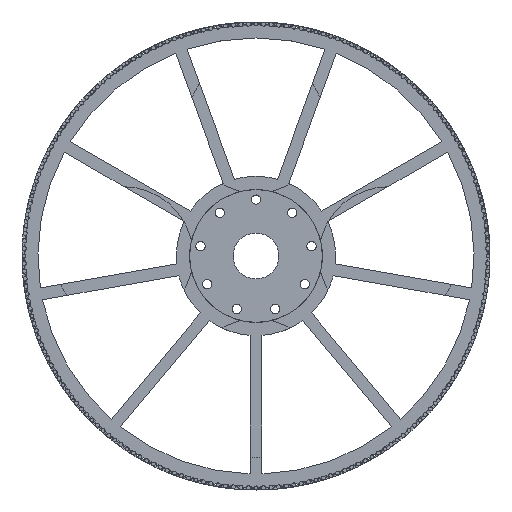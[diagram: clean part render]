
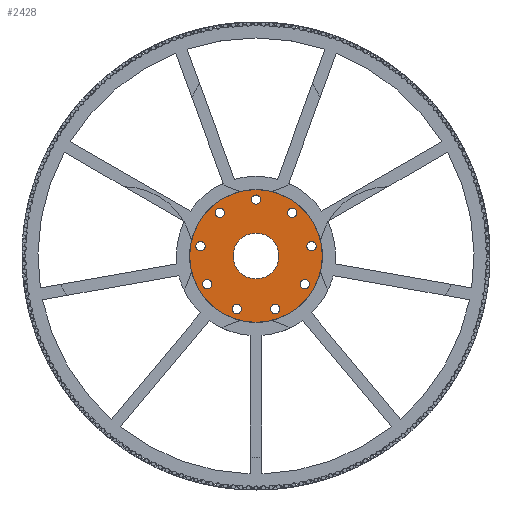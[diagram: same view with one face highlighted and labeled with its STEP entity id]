
A CAD part, top view. The second image highlights one B-rep face of the part: STEP entity #2428.
In plain terms, the highlighted planar face has unit normal (0, 0, 1).
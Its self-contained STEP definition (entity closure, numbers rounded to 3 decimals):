
#33=FACE_BOUND('',#5710,.F.);
#34=FACE_BOUND('',#5711,.F.);
#35=FACE_BOUND('',#5712,.F.);
#36=FACE_BOUND('',#5713,.F.);
#37=FACE_BOUND('',#5714,.F.);
#38=FACE_BOUND('',#5715,.F.);
#39=FACE_BOUND('',#5716,.F.);
#40=FACE_BOUND('',#5717,.F.);
#41=FACE_BOUND('',#5718,.F.);
#42=FACE_BOUND('',#5719,.F.);
#834=PLANE('',#31501);
#2428=ADVANCED_FACE('',(#33,#34,#35,#36,#37,#38,#39,#40,#41,#42,#4062),#834,
.T.);
#4062=FACE_OUTER_BOUND('',#5720,.F.);
#5710=EDGE_LOOP('',(#13785,#13786));
#5711=EDGE_LOOP('',(#13787,#13788));
#5712=EDGE_LOOP('',(#13789,#13790));
#5713=EDGE_LOOP('',(#13791,#13792));
#5714=EDGE_LOOP('',(#13793,#13794));
#5715=EDGE_LOOP('',(#13795,#13796));
#5716=EDGE_LOOP('',(#13797,#13798));
#5717=EDGE_LOOP('',(#13799,#13800));
#5718=EDGE_LOOP('',(#13801,#13802));
#5719=EDGE_LOOP('',(#13803,#13804));
#5720=EDGE_LOOP('',(#13805,#13806));
#13785=ORIENTED_EDGE('',*,*,#16880,.T.);
#13786=ORIENTED_EDGE('',*,*,#16879,.T.);
#13787=ORIENTED_EDGE('',*,*,#16888,.T.);
#13788=ORIENTED_EDGE('',*,*,#16887,.T.);
#13789=ORIENTED_EDGE('',*,*,#16896,.T.);
#13790=ORIENTED_EDGE('',*,*,#16895,.T.);
#13791=ORIENTED_EDGE('',*,*,#16904,.T.);
#13792=ORIENTED_EDGE('',*,*,#16903,.T.);
#13793=ORIENTED_EDGE('',*,*,#16912,.T.);
#13794=ORIENTED_EDGE('',*,*,#16911,.T.);
#13795=ORIENTED_EDGE('',*,*,#16908,.T.);
#13796=ORIENTED_EDGE('',*,*,#16907,.T.);
#13797=ORIENTED_EDGE('',*,*,#16900,.T.);
#13798=ORIENTED_EDGE('',*,*,#16899,.T.);
#13799=ORIENTED_EDGE('',*,*,#16892,.T.);
#13800=ORIENTED_EDGE('',*,*,#16891,.T.);
#13801=ORIENTED_EDGE('',*,*,#16884,.T.);
#13802=ORIENTED_EDGE('',*,*,#16883,.T.);
#13803=ORIENTED_EDGE('',*,*,#16876,.T.);
#13804=ORIENTED_EDGE('',*,*,#16875,.T.);
#13805=ORIENTED_EDGE('',*,*,#20840,.F.);
#13806=ORIENTED_EDGE('',*,*,#20839,.F.);
#16875=EDGE_CURVE('',#26526,#26525,#20967,.T.);
#16876=EDGE_CURVE('',#26525,#26526,#20968,.T.);
#16879=EDGE_CURVE('',#26522,#26521,#20971,.T.);
#16880=EDGE_CURVE('',#26521,#26522,#20972,.T.);
#16883=EDGE_CURVE('',#26518,#26517,#20975,.T.);
#16884=EDGE_CURVE('',#26517,#26518,#20976,.T.);
#16887=EDGE_CURVE('',#26514,#26513,#20979,.T.);
#16888=EDGE_CURVE('',#26513,#26514,#20980,.T.);
#16891=EDGE_CURVE('',#26510,#26509,#20983,.T.);
#16892=EDGE_CURVE('',#26509,#26510,#20984,.T.);
#16895=EDGE_CURVE('',#26506,#26505,#20987,.T.);
#16896=EDGE_CURVE('',#26505,#26506,#20988,.T.);
#16899=EDGE_CURVE('',#26502,#26501,#20991,.T.);
#16900=EDGE_CURVE('',#26501,#26502,#20992,.T.);
#16903=EDGE_CURVE('',#26498,#26497,#20995,.T.);
#16904=EDGE_CURVE('',#26497,#26498,#20996,.T.);
#16907=EDGE_CURVE('',#26494,#26493,#20999,.T.);
#16908=EDGE_CURVE('',#26493,#26494,#21000,.T.);
#16911=EDGE_CURVE('',#26490,#26489,#21003,.T.);
#16912=EDGE_CURVE('',#26489,#26490,#21004,.T.);
#20839=EDGE_CURVE('',#24144,#24143,#24141,.T.);
#20840=EDGE_CURVE('',#24143,#24144,#24142,.T.);
#20967=CIRCLE('',#26750,3.5);
#20968=CIRCLE('',#26751,3.5);
#20971=CIRCLE('',#26754,3.5);
#20972=CIRCLE('',#26755,3.5);
#20975=CIRCLE('',#26758,3.5);
#20976=CIRCLE('',#26759,3.5);
#20979=CIRCLE('',#26762,3.5);
#20980=CIRCLE('',#26763,3.5);
#20983=CIRCLE('',#26766,3.5);
#20984=CIRCLE('',#26767,3.5);
#20987=CIRCLE('',#26770,3.5);
#20988=CIRCLE('',#26771,3.5);
#20991=CIRCLE('',#26774,3.5);
#20992=CIRCLE('',#26775,3.5);
#20995=CIRCLE('',#26778,3.5);
#20996=CIRCLE('',#26779,3.5);
#20999=CIRCLE('',#26782,3.5);
#21000=CIRCLE('',#26783,3.5);
#21003=CIRCLE('',#26786,17.3);
#21004=CIRCLE('',#26787,17.3);
#24141=CIRCLE('',#29924,50.);
#24142=CIRCLE('',#29925,50.);
#24143=VERTEX_POINT('',#42236);
#24144=VERTEX_POINT('',#42237);
#26489=VERTEX_POINT('',#44582);
#26490=VERTEX_POINT('',#44583);
#26493=VERTEX_POINT('',#44586);
#26494=VERTEX_POINT('',#44587);
#26497=VERTEX_POINT('',#44590);
#26498=VERTEX_POINT('',#44591);
#26501=VERTEX_POINT('',#44594);
#26502=VERTEX_POINT('',#44595);
#26505=VERTEX_POINT('',#44598);
#26506=VERTEX_POINT('',#44599);
#26509=VERTEX_POINT('',#44602);
#26510=VERTEX_POINT('',#44603);
#26513=VERTEX_POINT('',#44606);
#26514=VERTEX_POINT('',#44607);
#26517=VERTEX_POINT('',#44610);
#26518=VERTEX_POINT('',#44611);
#26521=VERTEX_POINT('',#44614);
#26522=VERTEX_POINT('',#44615);
#26525=VERTEX_POINT('',#44618);
#26526=VERTEX_POINT('',#44619);
#26750=AXIS2_PLACEMENT_3D('',#44878,#31766,#31767);
#26751=AXIS2_PLACEMENT_3D('',#44879,#31768,#31769);
#26754=AXIS2_PLACEMENT_3D('',#44882,#31774,#31775);
#26755=AXIS2_PLACEMENT_3D('',#44883,#31776,#31777);
#26758=AXIS2_PLACEMENT_3D('',#44886,#31782,#31783);
#26759=AXIS2_PLACEMENT_3D('',#44887,#31784,#31785);
#26762=AXIS2_PLACEMENT_3D('',#44890,#31790,#31791);
#26763=AXIS2_PLACEMENT_3D('',#44891,#31792,#31793);
#26766=AXIS2_PLACEMENT_3D('',#44894,#31798,#31799);
#26767=AXIS2_PLACEMENT_3D('',#44895,#31800,#31801);
#26770=AXIS2_PLACEMENT_3D('',#44898,#31806,#31807);
#26771=AXIS2_PLACEMENT_3D('',#44899,#31808,#31809);
#26774=AXIS2_PLACEMENT_3D('',#44902,#31814,#31815);
#26775=AXIS2_PLACEMENT_3D('',#44903,#31816,#31817);
#26778=AXIS2_PLACEMENT_3D('',#44906,#31822,#31823);
#26779=AXIS2_PLACEMENT_3D('',#44907,#31824,#31825);
#26782=AXIS2_PLACEMENT_3D('',#44910,#31830,#31831);
#26783=AXIS2_PLACEMENT_3D('',#44911,#31832,#31833);
#26786=AXIS2_PLACEMENT_3D('',#44914,#31838,#31839);
#26787=AXIS2_PLACEMENT_3D('',#44915,#31840,#31841);
#29924=AXIS2_PLACEMENT_3D('',#48894,#38900,#38901);
#29925=AXIS2_PLACEMENT_3D('',#48895,#38902,#38903);
#31501=AXIS2_PLACEMENT_3D('',#50529,#42112,#42113);
#31766=DIRECTION('',(0.,0.,1.));
#31767=DIRECTION('',(-0.985,-0.174,0.));
#31768=DIRECTION('',(0.,0.,1.));
#31769=DIRECTION('',(0.985,0.174,0.));
#31774=DIRECTION('',(0.,0.,1.));
#31775=DIRECTION('',(-0.866,0.5,0.));
#31776=DIRECTION('',(0.,0.,1.));
#31777=DIRECTION('',(0.866,-0.5,0.));
#31782=DIRECTION('',(0.,0.,1.));
#31783=DIRECTION('',(-0.342,0.94,0.));
#31784=DIRECTION('',(0.,0.,1.));
#31785=DIRECTION('',(0.342,-0.94,0.));
#31790=DIRECTION('',(0.,0.,1.));
#31791=DIRECTION('',(0.342,0.94,0.));
#31792=DIRECTION('',(0.,0.,1.));
#31793=DIRECTION('',(-0.342,-0.94,0.));
#31798=DIRECTION('',(0.,0.,1.));
#31799=DIRECTION('',(0.866,0.5,0.));
#31800=DIRECTION('',(0.,0.,1.));
#31801=DIRECTION('',(-0.866,-0.5,0.));
#31806=DIRECTION('',(0.,0.,1.));
#31807=DIRECTION('',(0.985,-0.174,0.));
#31808=DIRECTION('',(0.,0.,1.));
#31809=DIRECTION('',(-0.985,0.174,0.));
#31814=DIRECTION('',(0.,0.,1.));
#31815=DIRECTION('',(0.643,-0.766,0.));
#31816=DIRECTION('',(0.,0.,1.));
#31817=DIRECTION('',(-0.643,0.766,0.));
#31822=DIRECTION('',(0.,0.,1.));
#31823=DIRECTION('',(0.,-1.,0.));
#31824=DIRECTION('',(0.,0.,1.));
#31825=DIRECTION('',(0.,1.,0.));
#31830=DIRECTION('',(0.,0.,1.));
#31831=DIRECTION('',(-0.643,-0.766,0.));
#31832=DIRECTION('',(0.,0.,1.));
#31833=DIRECTION('',(0.643,0.766,0.));
#31838=DIRECTION('',(0.,0.,1.));
#31839=DIRECTION('',(0.,-1.,0.));
#31840=DIRECTION('',(0.,0.,1.));
#31841=DIRECTION('',(0.,1.,0.));
#38900=DIRECTION('',(0.,0.,1.));
#38901=DIRECTION('',(0.,1.,0.));
#38902=DIRECTION('',(0.,0.,1.));
#38903=DIRECTION('',(0.,-1.,0.));
#42112=DIRECTION('',(0.,0.,1.));
#42113=DIRECTION('',(0.,-1.,0.));
#42236=CARTESIAN_POINT('',(0.,-50.,7.5));
#42237=CARTESIAN_POINT('',(0.,50.,7.5));
#44582=CARTESIAN_POINT('',(0.,17.3,7.5));
#44583=CARTESIAN_POINT('',(0.,-17.3,7.5));
#44586=CARTESIAN_POINT('',(29.568,35.238,7.5));
#44587=CARTESIAN_POINT('',(25.069,29.876,7.5));
#44590=CARTESIAN_POINT('',(0.,46.,7.5));
#44591=CARTESIAN_POINT('',(0.,39.,7.5));
#44594=CARTESIAN_POINT('',(-29.568,35.238,
7.5));
#44595=CARTESIAN_POINT('',(-25.069,29.876,7.5));
#44598=CARTESIAN_POINT('',(-45.301,7.988,
7.5));
#44599=CARTESIAN_POINT('',(-38.408,6.772,
7.5));
#44602=CARTESIAN_POINT('',(-39.837,-23.,
7.5));
#44603=CARTESIAN_POINT('',(-33.775,-19.5,
7.5));
#44606=CARTESIAN_POINT('',(-15.733,-43.226,
7.5));
#44607=CARTESIAN_POINT('',(-13.339,-36.648,
7.5));
#44610=CARTESIAN_POINT('',(15.733,-43.226,
7.5));
#44611=CARTESIAN_POINT('',(13.339,-36.648,7.5));
#44614=CARTESIAN_POINT('',(39.837,-23.,7.5));
#44615=CARTESIAN_POINT('',(33.775,-19.5,
7.5));
#44618=CARTESIAN_POINT('',(45.301,7.988,7.5));
#44619=CARTESIAN_POINT('',(38.408,6.772,7.5));
#44878=CARTESIAN_POINT('',(41.854,7.38,7.5));
#44879=CARTESIAN_POINT('',(41.854,7.38,7.5));
#44882=CARTESIAN_POINT('',(36.806,-21.25,
7.5));
#44883=CARTESIAN_POINT('',(36.806,-21.25,
7.5));
#44886=CARTESIAN_POINT('',(14.536,-39.937,
7.5));
#44887=CARTESIAN_POINT('',(14.536,-39.937,
7.5));
#44890=CARTESIAN_POINT('',(-14.536,-39.937,
7.5));
#44891=CARTESIAN_POINT('',(-14.536,-39.937,
7.5));
#44894=CARTESIAN_POINT('',(-36.806,-21.25,
7.5));
#44895=CARTESIAN_POINT('',(-36.806,-21.25,
7.5));
#44898=CARTESIAN_POINT('',(-41.854,7.38,
7.5));
#44899=CARTESIAN_POINT('',(-41.854,7.38,
7.5));
#44902=CARTESIAN_POINT('',(-27.318,32.557,
7.5));
#44903=CARTESIAN_POINT('',(-27.318,32.557,
7.5));
#44906=CARTESIAN_POINT('',(0.,42.5,7.5));
#44907=CARTESIAN_POINT('',(0.,42.5,7.5));
#44910=CARTESIAN_POINT('',(27.318,32.557,7.5));
#44911=CARTESIAN_POINT('',(27.318,32.557,7.5));
#44914=CARTESIAN_POINT('',(0.,0.,7.5));
#44915=CARTESIAN_POINT('',(0.,0.,7.5));
#48894=CARTESIAN_POINT('',(0.,0.,7.5));
#48895=CARTESIAN_POINT('',(0.,0.,7.5));
#50529=CARTESIAN_POINT('',(-51.001,51.065,
7.5));
